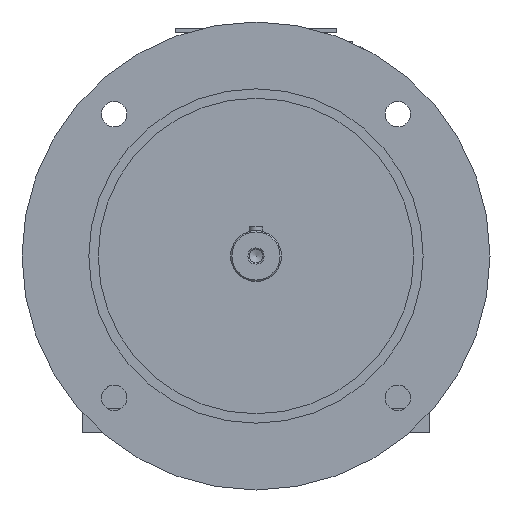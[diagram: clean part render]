
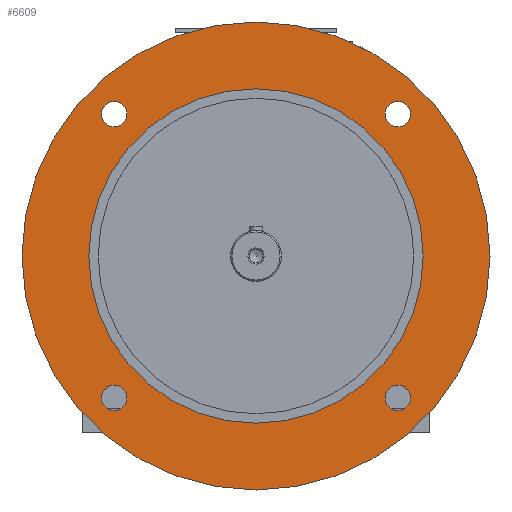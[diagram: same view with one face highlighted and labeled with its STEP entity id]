
A CAD part, front view. The second image highlights one B-rep face of the part: STEP entity #6609.
In plain terms, the highlighted planar face has unit normal (0, -1, 0).
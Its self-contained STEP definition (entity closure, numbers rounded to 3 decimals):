
#1464=PLANE('',#9596);
#1808=ORIENTED_EDGE('',*,*,#3760,.F.);
#1809=ORIENTED_EDGE('',*,*,#3762,.F.);
#1810=ORIENTED_EDGE('',*,*,#3764,.F.);
#1811=ORIENTED_EDGE('',*,*,#3789,.F.);
#1812=ORIENTED_EDGE('',*,*,#3790,.F.);
#1813=ORIENTED_EDGE('',*,*,#3769,.T.);
#3760=EDGE_CURVE('',#4762,#4762,#5413,.T.);
#3762=EDGE_CURVE('',#4764,#4764,#5415,.T.);
#3764=EDGE_CURVE('',#4766,#4766,#5417,.T.);
#3769=EDGE_CURVE('',#4771,#4771,#5422,.T.);
#3789=EDGE_CURVE('',#4788,#4788,#5432,.T.);
#3790=EDGE_CURVE('',#4789,#4789,#5433,.T.);
#4762=VERTEX_POINT('',#12244);
#4764=VERTEX_POINT('',#12249);
#4766=VERTEX_POINT('',#12254);
#4771=VERTEX_POINT('',#12266);
#4788=VERTEX_POINT('',#12527);
#4789=VERTEX_POINT('',#12529);
#5413=CIRCLE('',#9560,9.5);
#5415=CIRCLE('',#9563,9.5);
#5417=CIRCLE('',#9566,9.5);
#5422=CIRCLE('',#9573,125.);
#5432=CIRCLE('',#9597,9.5);
#5433=CIRCLE('',#9598,175.);
#5703=EDGE_LOOP('',(#1808));
#5704=EDGE_LOOP('',(#1809));
#5705=EDGE_LOOP('',(#1810));
#5706=EDGE_LOOP('',(#1811));
#5707=EDGE_LOOP('',(#1812));
#5708=EDGE_LOOP('',(#1813));
#6131=FACE_BOUND('',#5703,.T.);
#6132=FACE_BOUND('',#5704,.T.);
#6133=FACE_BOUND('',#5705,.T.);
#6134=FACE_BOUND('',#5706,.T.);
#6135=FACE_BOUND('',#5707,.T.);
#6136=FACE_BOUND('',#5708,.T.);
#6609=ADVANCED_FACE('',(#6131,#6132,#6133,#6134,#6135,#6136),#1464,.F.);
#9560=AXIS2_PLACEMENT_3D('',#12243,#10260,#10261);
#9563=AXIS2_PLACEMENT_3D('',#12248,#10266,#10267);
#9566=AXIS2_PLACEMENT_3D('',#12253,#10272,#10273);
#9573=AXIS2_PLACEMENT_3D('',#12265,#10286,#10287);
#9596=AXIS2_PLACEMENT_3D('',#12525,#10340,#10341);
#9597=AXIS2_PLACEMENT_3D('',#12526,#10342,#10343);
#9598=AXIS2_PLACEMENT_3D('',#12528,#10344,#10345);
#10260=DIRECTION('',(0.,-1.,0.));
#10261=DIRECTION('',(0.,0.,1.));
#10266=DIRECTION('',(0.,-1.,0.));
#10267=DIRECTION('',(-1.,0.,0.));
#10272=DIRECTION('',(0.,-1.,0.));
#10273=DIRECTION('',(0.,0.,-1.));
#10286=DIRECTION('',(0.,1.,0.));
#10287=DIRECTION('',(0.,0.,1.));
#10340=DIRECTION('',(0.,1.,0.));
#10341=DIRECTION('',(0.,0.,1.));
#10342=DIRECTION('',(0.,-1.,0.));
#10343=DIRECTION('',(1.,0.,0.));
#10344=DIRECTION('',(0.,1.,0.));
#10345=DIRECTION('',(1.,0.,0.));
#12243=CARTESIAN_POINT('',(-106.066,-40.,-106.066));
#12244=CARTESIAN_POINT('',(-106.066,-40.,-96.566));
#12248=CARTESIAN_POINT('',(106.066,-40.,-106.066));
#12249=CARTESIAN_POINT('',(96.566,-40.,-106.066));
#12253=CARTESIAN_POINT('',(106.066,-40.,106.066));
#12254=CARTESIAN_POINT('',(106.066,-40.,96.566));
#12265=CARTESIAN_POINT('',(0.,-40.,0.));
#12266=CARTESIAN_POINT('',(0.,-40.,125.));
#12525=CARTESIAN_POINT('',(0.,-40.,0.));
#12526=CARTESIAN_POINT('',(-106.066,-40.,106.066));
#12527=CARTESIAN_POINT('',(-96.566,-40.,106.066));
#12528=CARTESIAN_POINT('',(0.,-40.,0.));
#12529=CARTESIAN_POINT('',(175.,-40.,0.));
